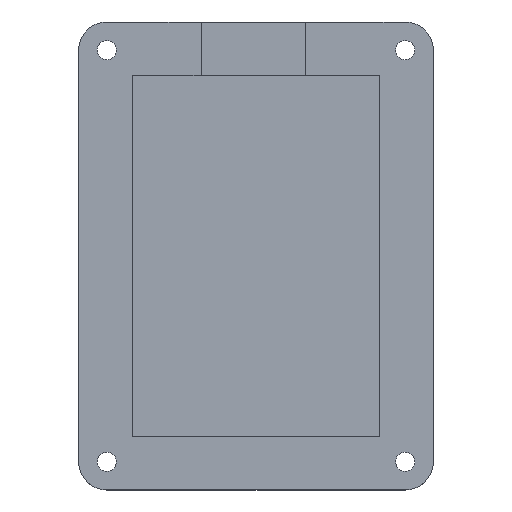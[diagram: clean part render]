
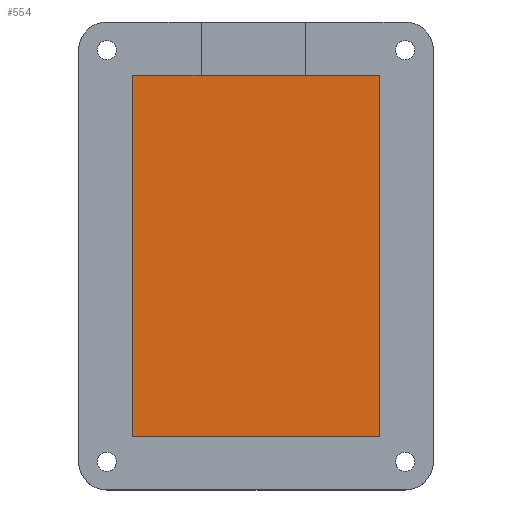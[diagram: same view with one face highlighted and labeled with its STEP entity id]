
A CAD part, top view. The second image highlights one B-rep face of the part: STEP entity #554.
In plain terms, the highlighted planar face has unit normal (0, 0, 1).
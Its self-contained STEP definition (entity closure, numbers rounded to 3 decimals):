
#76=FACE_OUTER_BOUND('',#112,.T.);
#112=EDGE_LOOP('',(#443,#444,#445,#446,#447,#448));
#149=LINE('',#833,#201);
#157=LINE('',#849,#209);
#162=LINE('',#858,#214);
#176=LINE('',#911,#228);
#177=LINE('',#912,#229);
#178=LINE('',#913,#230);
#201=VECTOR('',#661,10.);
#209=VECTOR('',#675,10.);
#214=VECTOR('',#682,10.);
#228=VECTOR('',#734,10.);
#229=VECTOR('',#735,10.);
#230=VECTOR('',#736,10.);
#247=VERTEX_POINT('',#818);
#250=VERTEX_POINT('',#825);
#257=VERTEX_POINT('',#848);
#260=VERTEX_POINT('',#856);
#279=VERTEX_POINT('',#909);
#280=VERTEX_POINT('',#910);
#303=EDGE_CURVE('',#250,#247,#149,.T.);
#311=EDGE_CURVE('',#247,#257,#157,.T.);
#316=EDGE_CURVE('',#260,#250,#162,.T.);
#342=EDGE_CURVE('',#279,#280,#176,.T.);
#343=EDGE_CURVE('',#257,#279,#177,.T.);
#344=EDGE_CURVE('',#280,#260,#178,.T.);
#443=ORIENTED_EDGE('',*,*,#342,.F.);
#444=ORIENTED_EDGE('',*,*,#343,.F.);
#445=ORIENTED_EDGE('',*,*,#311,.F.);
#446=ORIENTED_EDGE('',*,*,#303,.F.);
#447=ORIENTED_EDGE('',*,*,#316,.F.);
#448=ORIENTED_EDGE('',*,*,#344,.F.);
#530=PLANE('',#612);
#554=ADVANCED_FACE('',(#76),#530,.T.);
#612=AXIS2_PLACEMENT_3D('',#908,#732,#733);
#661=DIRECTION('',(1.,0.,0.));
#675=DIRECTION('',(1.,0.,0.));
#682=DIRECTION('',(1.,0.,0.));
#732=DIRECTION('center_axis',(0.,0.,1.));
#733=DIRECTION('ref_axis',(1.,0.,0.));
#734=DIRECTION('',(-1.,0.,0.));
#735=DIRECTION('',(0.,-1.,0.));
#736=DIRECTION('',(0.,1.,0.));
#818=CARTESIAN_POINT('',(40.25,73.6,6.));
#825=CARTESIAN_POINT('',(21.75,73.6,6.));
#833=CARTESIAN_POINT('',(20.5,73.6,6.));
#848=CARTESIAN_POINT('',(53.5,73.6,6.));
#849=CARTESIAN_POINT('',(20.5,73.6,6.));
#856=CARTESIAN_POINT('',(9.5,73.6,6.));
#858=CARTESIAN_POINT('',(20.5,73.6,6.));
#908=CARTESIAN_POINT('Origin',(31.5,41.55,6.));
#909=CARTESIAN_POINT('',(53.5,9.5,6.));
#910=CARTESIAN_POINT('',(9.5,9.5,6.));
#911=CARTESIAN_POINT('',(42.5,9.5,6.));
#912=CARTESIAN_POINT('',(53.5,57.575,6.));
#913=CARTESIAN_POINT('',(9.5,25.525,6.));
